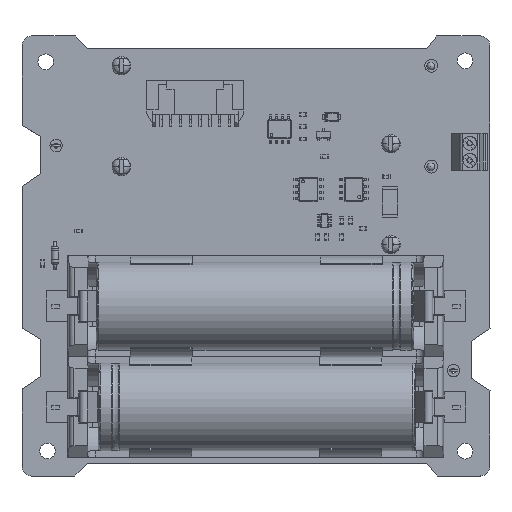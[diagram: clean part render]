
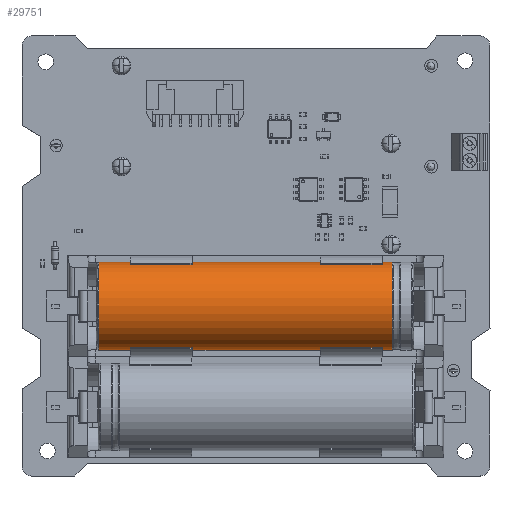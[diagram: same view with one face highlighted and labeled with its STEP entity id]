
A CAD part, top view. The second image highlights one B-rep face of the part: STEP entity #29751.
In plain terms, the highlighted cylindrical face has radius 9 mm (diameter 18 mm), a full revolution.
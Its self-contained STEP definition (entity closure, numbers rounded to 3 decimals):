
#29574 = EDGE_CURVE('',#29575,#29577,#29579,.T.);
#29575 = VERTEX_POINT('',#29576);
#29576 = CARTESIAN_POINT('',(-32.2,0.,-9.));
#29577 = VERTEX_POINT('',#29578);
#29578 = CARTESIAN_POINT('',(-32.2,0.,9.));
#29579 = CIRCLE('',#29580,9.);
#29580 = AXIS2_PLACEMENT_3D('',#29581,#29582,#29583);
#29581 = CARTESIAN_POINT('',(-32.2,0.,
    0.));
#29582 = DIRECTION('',(1.,-0.,0.));
#29583 = DIRECTION('',(0.,0.,-1.));
#29585 = EDGE_CURVE('',#29577,#29575,#29586,.T.);
#29586 = CIRCLE('',#29587,9.);
#29587 = AXIS2_PLACEMENT_3D('',#29588,#29589,#29590);
#29588 = CARTESIAN_POINT('',(-32.2,0.,
    0.));
#29589 = DIRECTION('',(1.,-0.,0.));
#29590 = DIRECTION('',(0.,0.,-1.));
#29620 = VERTEX_POINT('',#29621);
#29621 = CARTESIAN_POINT('',(27.927,0.,9.));
#29628 = EDGE_CURVE('',#29629,#29620,#29631,.T.);
#29629 = VERTEX_POINT('',#29630);
#29630 = CARTESIAN_POINT('',(27.927,0.,-9.));
#29631 = CIRCLE('',#29632,9.);
#29632 = AXIS2_PLACEMENT_3D('',#29633,#29634,#29635);
#29633 = CARTESIAN_POINT('',(27.927,0.,
    0.));
#29634 = DIRECTION('',(-1.,0.,0.));
#29635 = DIRECTION('',(0.,0.,-1.));
#29637 = EDGE_CURVE('',#29620,#29629,#29638,.T.);
#29638 = CIRCLE('',#29639,9.);
#29639 = AXIS2_PLACEMENT_3D('',#29640,#29641,#29642);
#29640 = CARTESIAN_POINT('',(27.927,0.,
    0.));
#29641 = DIRECTION('',(-1.,0.,0.));
#29642 = DIRECTION('',(0.,0.,-1.));
#29751 = ADVANCED_FACE('',(#29752),#29765,.T.);
#29752 = FACE_BOUND('',#29753,.T.);
#29753 = EDGE_LOOP('',(#29754,#29755,#29756,#29762,#29763,#29764));
#29754 = ORIENTED_EDGE('',*,*,#29574,.T.);
#29755 = ORIENTED_EDGE('',*,*,#29585,.T.);
#29756 = ORIENTED_EDGE('',*,*,#29757,.T.);
#29757 = EDGE_CURVE('',#29575,#29629,#29758,.T.);
#29758 = LINE('',#29759,#29760);
#29759 = CARTESIAN_POINT('',(-40.103,0.,-9.));
#29760 = VECTOR('',#29761,1.);
#29761 = DIRECTION('',(1.,0.,0.));
#29762 = ORIENTED_EDGE('',*,*,#29628,.T.);
#29763 = ORIENTED_EDGE('',*,*,#29637,.T.);
#29764 = ORIENTED_EDGE('',*,*,#29757,.F.);
#29765 = CYLINDRICAL_SURFACE('',#29766,9.);
#29766 = AXIS2_PLACEMENT_3D('',#29767,#29768,#29769);
#29767 = CARTESIAN_POINT('',(-40.103,0.,
    0.));
#29768 = DIRECTION('',(-1.,0.,0.));
#29769 = DIRECTION('',(0.,0.,1.));
